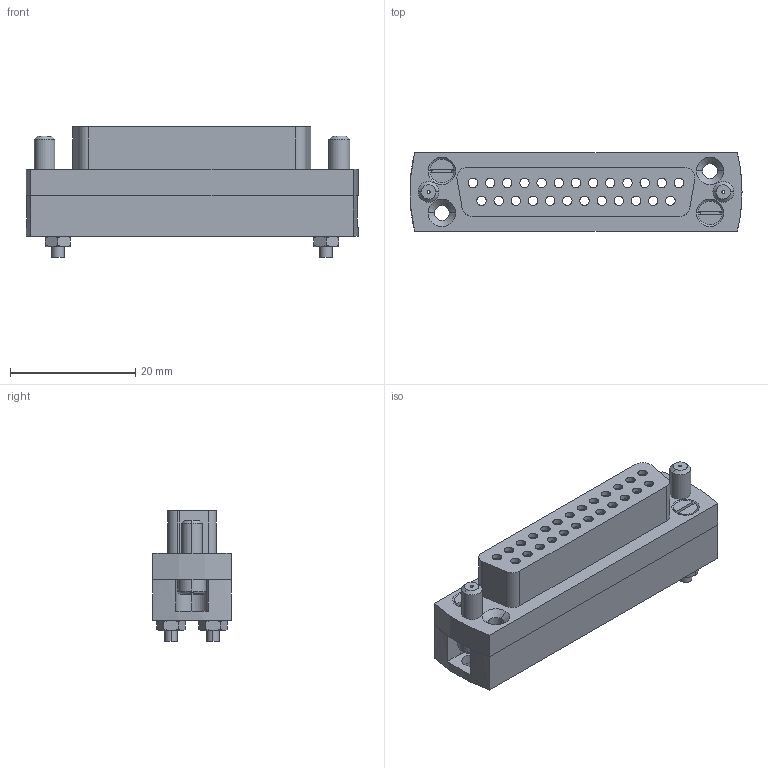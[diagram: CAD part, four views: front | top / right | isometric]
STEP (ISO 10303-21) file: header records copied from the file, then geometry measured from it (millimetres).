
FILE_DESCRIPTION (( 'STEP AP214' ), '1' );
FILE_NAME ('211-FS25-PK.STEP', '2014-03-26T12:37:58', ( '' ), ( '' ), 'SwSTEP 2.0', 'SolidWorks 2013', '' );
FILE_SCHEMA (( 'AUTOMOTIVE_DESIGN' ));
Length unit declared in the file: millimetre
Products named in the file (6): Hexagon Nut ISO 4032 - M2 - D - N_Hexagon Nut ISO 4032 - M2 - D - N; ISO 2009 - M2 x 14 --- 14C_ISO 2009 - M2 x 14 --- 14C; 903-SCREW-4-40-3_8-B; 9211-FSX-PK-BP_9211-FS25-PK-BP; 9211-FSX-PK-FP_9211-FS25-PK-FP; 211-FS25-PK
Assembly tree (8 placements, depth 2):
  211-FS25-PK
    9211-FSX-PK-FP_9211-FS25-PK-FP
    9211-FSX-PK-BP_9211-FS25-PK-BP
    903-SCREW-4-40-3_8-B  x2
    ISO 2009 - M2 x 14 --- 14C_ISO 2009 - M2 x 14 --- 14C  x2
    Hexagon Nut ISO 4032 - M2 - D - N_Hexagon Nut ISO 4032 - M2 - D - N  x2
Bounding box: 52.99 x 12.5 x 20.8 mm (x, y, z)
Volume: 7397.5 mm3; surface area: 8116 mm2
Topology: 8 solids, 8 shells, 508 faces, 1182 edges, 718 vertices
Faces by surface type: cylinder 266, cone 148, plane 86, torus 8
Entity records: 13528 total; most frequent: DIRECTION 2538, CARTESIAN_POINT 2288, ORIENTED_EDGE 2104, AXIS2_PLACEMENT_3D 1058, EDGE_CURVE 1052, VERTEX_POINT 640, EDGE_LOOP 604, CIRCLE 598
